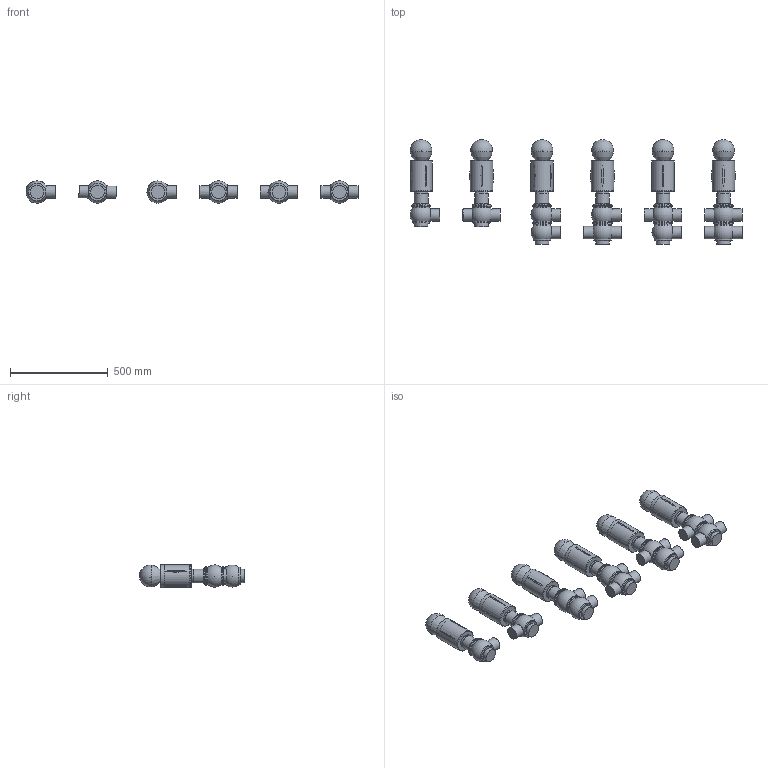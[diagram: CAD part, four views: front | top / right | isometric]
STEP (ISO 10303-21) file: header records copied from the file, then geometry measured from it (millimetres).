
FILE_DESCRIPTION((''),'2;1');
FILE_NAME('BBZP-DN0635.stp','2008-09-24T16:58:38',('malp-m'),(''),'Autodesk Inventor 2008','Autodesk Inventor 2008','');
FILE_SCHEMA(('AUTOMOTIVE_DESIGN { 1 0 10303 214 1 1 1 1 }'));
Length unit declared in the file: millimetre
Products named in the file (8): BBZP-DN063; J-GIOTTO; CIL108; Assemblaggio-DN065; COR-INF-L-SAL-DN63; COR-INF-T-SAL-DN63; COR-SUP-L-SAL-DN63; COR-SUP-T-SAL-DN63
Assembly tree (28 placements, depth 2):
  BBZP-DN063
    J-GIOTTO  x6
    CIL108  x6
    Assemblaggio-DN065  x6
    COR-INF-L-SAL-DN63  x3
    COR-INF-T-SAL-DN63  x3
    COR-SUP-L-SAL-DN63  x2
    COR-SUP-T-SAL-DN63  x2
Bounding box: 1701.81 x 537.84 x 119.56 mm (x, y, z)
Volume: 33216204.5 mm3; surface area: 1891922.8 mm2
Topology: 34 solids, 34 shells, 330 faces, 697 edges, 462 vertices
Faces by surface type: cylinder 91, plane 83, cone 80, torus 48, sphere 16, bspline 12
Full cylindrical faces by diameter (mm): 63.5 x15, 69 x6, 70 x6, 71 x6, 90 x26, 98 x20, 108.5 x6, 114 x6
Entity records: 3252 total; most frequent: CARTESIAN_POINT 1419, DIRECTION 370, ORIENTED_EDGE 216, AXIS2_PLACEMENT_3D 185, EDGE_LOOP 141, EDGE_CURVE 108, VERTEX_POINT 97, FACE_OUTER_BOUND 84
